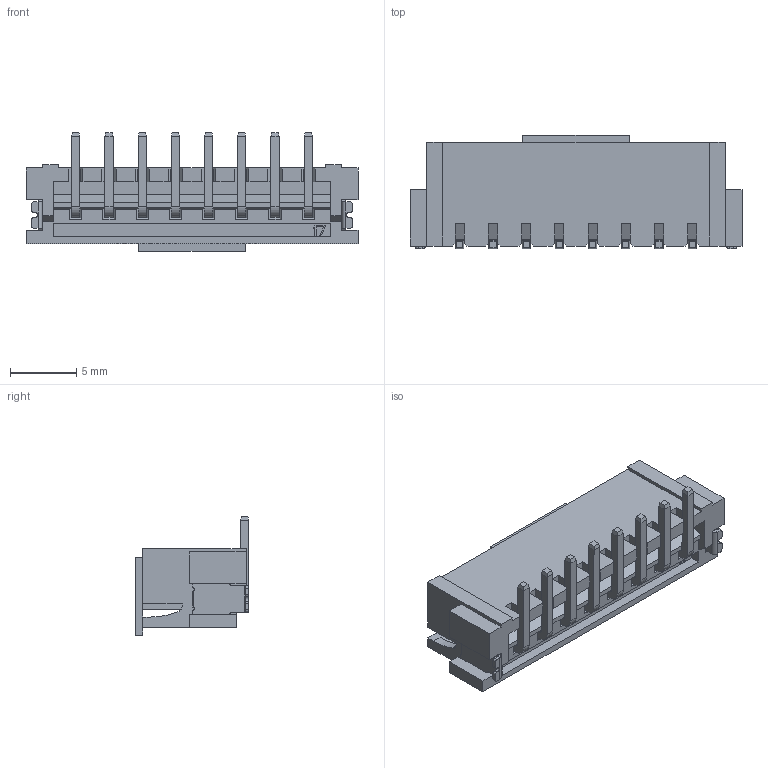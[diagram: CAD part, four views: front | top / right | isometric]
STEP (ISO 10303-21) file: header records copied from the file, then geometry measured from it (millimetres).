
FILE_DESCRIPTION((''),'2;1');
FILE_NAME('250-WTB-M-ST-SMT-CONN-8P','2020-07-06T',('Administrator'),(''),'PRO/ENGINEER BY PARAMETRIC TECHNOLOGY CORPORATION, 2009440','PRO/ENGINEER BY PARAMETRIC TECHNOLOGY CORPORATION, 2009440','');
FILE_SCHEMA(('CONFIG_CONTROL_DESIGN'));
Length unit declared in the file: millimetre
Products named in the file (1): 250-WTB-M-ST-SMT-CONN-8P
Bounding box: 25 x 8.55 x 8.95 mm (x, y, z)
Volume: 545.5 mm3; surface area: 1547.6 mm2
Topology: 1 solids, 1 shells, 583 faces, 1602 edges, 1016 vertices
Faces by surface type: plane 509, cylinder 74
Entity records: 18144 total; most frequent: CARTESIAN_POINT 3215, ORIENTED_EDGE 3204, DIRECTION 2916, EDGE_CURVE 1602, VECTOR 1438, LINE 1438, VERTEX_POINT 1016, AXIS2_PLACEMENT_3D 739
